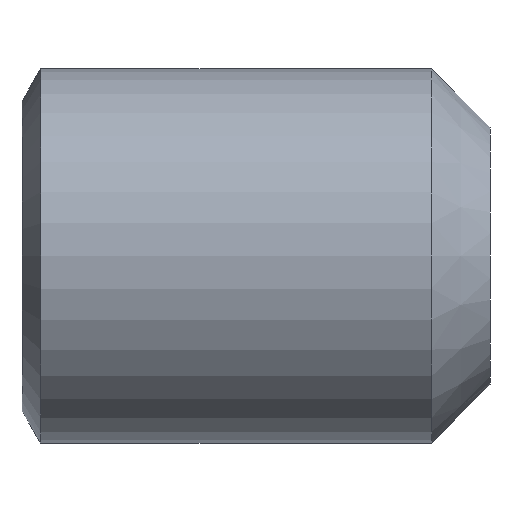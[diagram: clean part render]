
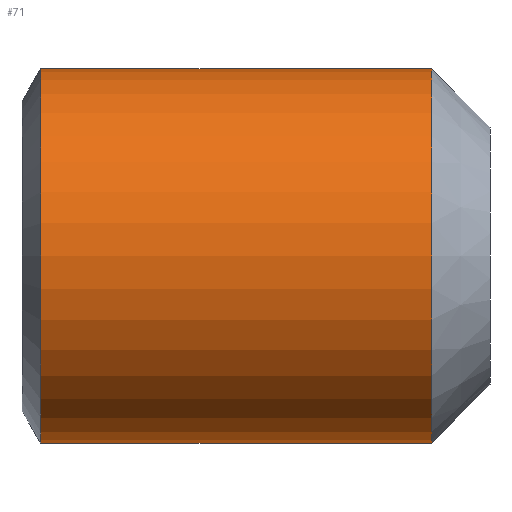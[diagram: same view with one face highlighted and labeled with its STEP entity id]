
A CAD part, front view. The second image highlights one B-rep face of the part: STEP entity #71.
In plain terms, the highlighted cylindrical face has radius 4 mm (diameter 8 mm), a partial arc.
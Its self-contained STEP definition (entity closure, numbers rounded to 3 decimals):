
#9 = CARTESIAN_POINT ( 'NONE',  ( 8.75, 0., 4. ) ) ;
#11 = AXIS2_PLACEMENT_3D ( 'NONE', #167, #69, #316 ) ;
#18 = CARTESIAN_POINT ( 'NONE',  ( -12.7, 0., -4. ) ) ;
#66 = EDGE_CURVE ( 'NONE', #184, #211, #471, .T. ) ;
#69 = DIRECTION ( 'NONE',  ( -1., 0., 0. ) ) ;
#70 = VERTEX_POINT ( 'NONE', #332 ) ;
#71 = ADVANCED_FACE ( 'NONE', ( #406 ), #291, .T. ) ;
#72 = EDGE_CURVE ( 'NONE', #184, #461, #344, .T. ) ;
#90 = EDGE_CURVE ( 'NONE', #461, #70, #480, .T. ) ;
#96 = DIRECTION ( 'NONE',  ( -1., 0., 0. ) ) ;
#98 = ORIENTED_EDGE ( 'NONE', *, *, #72, .T. ) ;
#148 = ORIENTED_EDGE ( 'NONE', *, *, #446, .F. ) ;
#167 = CARTESIAN_POINT ( 'NONE',  ( 0.399, 0., 0. ) ) ;
#184 = VERTEX_POINT ( 'NONE', #216 ) ;
#194 = EDGE_LOOP ( 'NONE', ( #243, #98, #444, #148 ) ) ;
#201 = CIRCLE ( 'NONE', #11, 4. ) ;
#206 = DIRECTION ( 'NONE',  ( -1., 0., 0. ) ) ;
#209 = CARTESIAN_POINT ( 'NONE',  ( 8.75, 0., 0. ) ) ;
#211 = VERTEX_POINT ( 'NONE', #477 ) ;
#216 = CARTESIAN_POINT ( 'NONE',  ( 8.75, 0., -4. ) ) ;
#243 = ORIENTED_EDGE ( 'NONE', *, *, #66, .F. ) ;
#256 = AXIS2_PLACEMENT_3D ( 'NONE', #209, #287, #454 ) ;
#257 = AXIS2_PLACEMENT_3D ( 'NONE', #415, #380, #348 ) ;
#287 = DIRECTION ( 'NONE',  ( -1., 0., 0. ) ) ;
#291 = CYLINDRICAL_SURFACE ( 'NONE', #257, 4. ) ;
#316 = DIRECTION ( 'NONE',  ( 0., 0., 1. ) ) ;
#332 = CARTESIAN_POINT ( 'NONE',  ( 0.399, 0., 4. ) ) ;
#344 = CIRCLE ( 'NONE', #256, 4. ) ;
#348 = DIRECTION ( 'NONE',  ( 0., 0., 1. ) ) ;
#380 = DIRECTION ( 'NONE',  ( -1., 0., 0. ) ) ;
#405 = VECTOR ( 'NONE', #96, 1000. ) ;
#406 = FACE_OUTER_BOUND ( 'NONE', #194, .T. ) ;
#415 = CARTESIAN_POINT ( 'NONE',  ( -12.7, 0., 0. ) ) ;
#444 = ORIENTED_EDGE ( 'NONE', *, *, #90, .T. ) ;
#446 = EDGE_CURVE ( 'NONE', #211, #70, #201, .T. ) ;
#454 = DIRECTION ( 'NONE',  ( 0., 0., 1. ) ) ;
#461 = VERTEX_POINT ( 'NONE', #9 ) ;
#467 = CARTESIAN_POINT ( 'NONE',  ( -12.7, 0., 4. ) ) ;
#471 = LINE ( 'NONE', #18, #405 ) ;
#477 = CARTESIAN_POINT ( 'NONE',  ( 0.399, 0., -4. ) ) ;
#478 = VECTOR ( 'NONE', #206, 1000. ) ;
#480 = LINE ( 'NONE', #467, #478 ) ;
